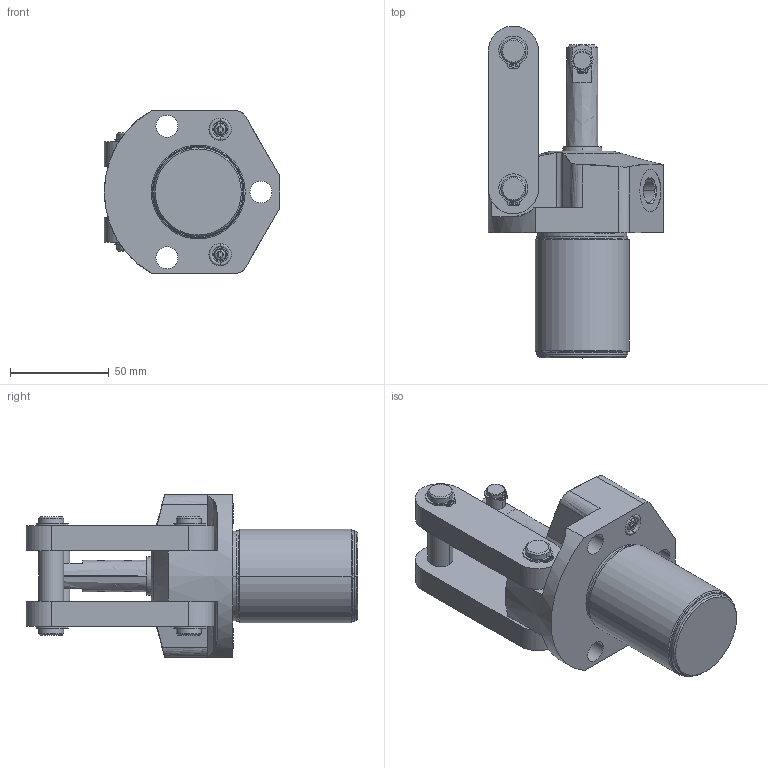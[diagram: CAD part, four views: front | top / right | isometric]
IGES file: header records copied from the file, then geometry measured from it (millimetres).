
Start section:  PTC IGES file: ilcm41662090.igs
Global section: file name: ilcm41662090.igs; native system: Creo Parametric by Parametric Technology Corporation; preprocessor: 2013320; author: act; organization: Unknown; date: 20180608.092132; units: millimetre
Bounding box: 88.9 x 168.28 x 82.55 mm (x, y, z)
Surface area: 64351.5 mm2 (no closed solid volume)
Topology: 0 solids, 0 shells, 310 faces, 2276 edges, 2848 vertices
Faces by surface type: revolution 187, bspline 123
